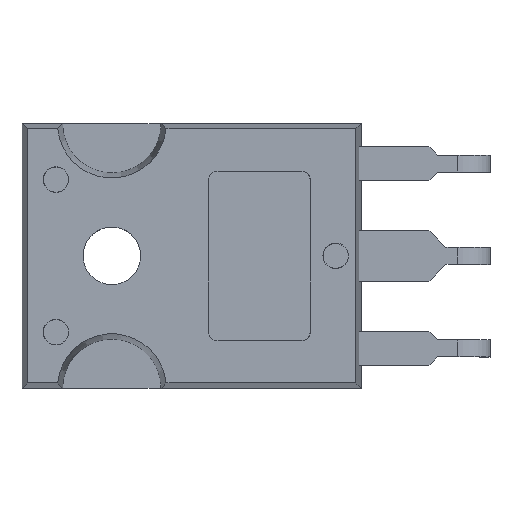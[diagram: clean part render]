
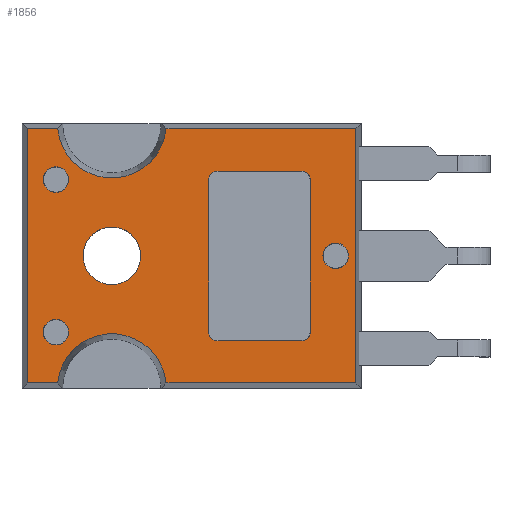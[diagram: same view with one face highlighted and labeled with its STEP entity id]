
A CAD part, top view. The second image highlights one B-rep face of the part: STEP entity #1856.
In plain terms, the highlighted planar face has unit normal (0, 0, 1).
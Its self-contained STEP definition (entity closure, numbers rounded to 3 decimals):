
#30=FACE_BOUND('',#266,.T.);
#31=FACE_BOUND('',#267,.T.);
#32=FACE_BOUND('',#268,.T.);
#33=FACE_BOUND('',#269,.T.);
#34=FACE_BOUND('',#270,.T.);
#66=CIRCLE('',#1968,1.7);
#67=CIRCLE('',#1970,0.75);
#68=CIRCLE('',#1972,0.75);
#69=CIRCLE('',#1974,0.75);
#70=CIRCLE('',#1977,0.5);
#71=CIRCLE('',#1980,0.5);
#72=CIRCLE('',#1983,0.5);
#73=CIRCLE('',#1986,0.5);
#74=CIRCLE('',#1988,3.206);
#75=CIRCLE('',#1993,3.206);
#166=FACE_OUTER_BOUND('',#265,.T.);
#265=EDGE_LOOP('',(#1478,#1479,#1480,#1481,#1482,#1483,#1484,#1485));
#266=EDGE_LOOP('',(#1486,#1487,#1488,#1489,#1490,#1491,#1492,#1493));
#267=EDGE_LOOP('',(#1494));
#268=EDGE_LOOP('',(#1495));
#269=EDGE_LOOP('',(#1496));
#270=EDGE_LOOP('',(#1497));
#422=LINE('',#2843,#627);
#426=LINE('',#2852,#631);
#429=LINE('',#2860,#634);
#432=LINE('',#2868,#637);
#435=LINE('',#2905,#640);
#437=LINE('',#2909,#642);
#440=LINE('',#2914,#645);
#465=LINE('',#2991,#670);
#466=LINE('',#2994,#671);
#467=LINE('',#2995,#672);
#627=VECTOR('',#2335,1.);
#631=VECTOR('',#2345,1.);
#634=VECTOR('',#2354,1.);
#637=VECTOR('',#2363,1.);
#640=VECTOR('',#2376,1.);
#642=VECTOR('',#2380,1.);
#645=VECTOR('',#2385,1.);
#670=VECTOR('',#2434,1.);
#671=VECTOR('',#2437,1.);
#672=VECTOR('',#2438,1.);
#817=VERTEX_POINT('',#2825);
#818=VERTEX_POINT('',#2829);
#819=VERTEX_POINT('',#2833);
#820=VERTEX_POINT('',#2837);
#821=VERTEX_POINT('',#2841);
#822=VERTEX_POINT('',#2842);
#823=VERTEX_POINT('',#2847);
#824=VERTEX_POINT('',#2851);
#825=VERTEX_POINT('',#2855);
#826=VERTEX_POINT('',#2859);
#827=VERTEX_POINT('',#2863);
#828=VERTEX_POINT('',#2867);
#829=VERTEX_POINT('',#2873);
#830=VERTEX_POINT('',#2887);
#831=VERTEX_POINT('',#2904);
#832=VERTEX_POINT('',#2908);
#833=VERTEX_POINT('',#2913);
#834=VERTEX_POINT('',#2929);
#847=VERTEX_POINT('',#2989);
#848=VERTEX_POINT('',#2993);
#1019=EDGE_CURVE('',#817,#817,#66,.F.);
#1021=EDGE_CURVE('',#818,#818,#67,.F.);
#1023=EDGE_CURVE('',#819,#819,#68,.F.);
#1025=EDGE_CURVE('',#820,#820,#69,.F.);
#1026=EDGE_CURVE('',#821,#822,#422,.F.);
#1029=EDGE_CURVE('',#823,#821,#70,.F.);
#1031=EDGE_CURVE('',#824,#823,#426,.F.);
#1033=EDGE_CURVE('',#825,#824,#71,.F.);
#1035=EDGE_CURVE('',#826,#825,#429,.F.);
#1037=EDGE_CURVE('',#827,#826,#72,.F.);
#1039=EDGE_CURVE('',#828,#827,#432,.F.);
#1041=EDGE_CURVE('',#822,#828,#73,.F.);
#1043=EDGE_CURVE('',#830,#829,#74,.T.);
#1046=EDGE_CURVE('',#831,#830,#435,.T.);
#1048=EDGE_CURVE('',#832,#831,#437,.T.);
#1051=EDGE_CURVE('',#833,#832,#440,.T.);
#1053=EDGE_CURVE('',#834,#833,#75,.T.);
#1079=EDGE_CURVE('',#829,#847,#465,.T.);
#1080=EDGE_CURVE('',#847,#848,#466,.T.);
#1081=EDGE_CURVE('',#848,#834,#467,.T.);
#1478=ORIENTED_EDGE('',*,*,#1053,.T.);
#1479=ORIENTED_EDGE('',*,*,#1051,.T.);
#1480=ORIENTED_EDGE('',*,*,#1048,.T.);
#1481=ORIENTED_EDGE('',*,*,#1046,.T.);
#1482=ORIENTED_EDGE('',*,*,#1043,.T.);
#1483=ORIENTED_EDGE('',*,*,#1079,.T.);
#1484=ORIENTED_EDGE('',*,*,#1080,.T.);
#1485=ORIENTED_EDGE('',*,*,#1081,.T.);
#1486=ORIENTED_EDGE('',*,*,#1041,.T.);
#1487=ORIENTED_EDGE('',*,*,#1039,.T.);
#1488=ORIENTED_EDGE('',*,*,#1037,.T.);
#1489=ORIENTED_EDGE('',*,*,#1035,.T.);
#1490=ORIENTED_EDGE('',*,*,#1033,.T.);
#1491=ORIENTED_EDGE('',*,*,#1031,.T.);
#1492=ORIENTED_EDGE('',*,*,#1029,.T.);
#1493=ORIENTED_EDGE('',*,*,#1026,.T.);
#1494=ORIENTED_EDGE('',*,*,#1025,.T.);
#1495=ORIENTED_EDGE('',*,*,#1023,.T.);
#1496=ORIENTED_EDGE('',*,*,#1021,.T.);
#1497=ORIENTED_EDGE('',*,*,#1019,.T.);
#1663=PLANE('',#2004);
#1856=ADVANCED_FACE('',(#166,#30,#31,#32,#33,#34),#1663,.T.);
#1968=AXIS2_PLACEMENT_3D('',#2827,#2316,#2317);
#1970=AXIS2_PLACEMENT_3D('',#2831,#2321,#2322);
#1972=AXIS2_PLACEMENT_3D('',#2835,#2326,#2327);
#1974=AXIS2_PLACEMENT_3D('',#2839,#2331,#2332);
#1977=AXIS2_PLACEMENT_3D('',#2848,#2340,#2341);
#1980=AXIS2_PLACEMENT_3D('',#2856,#2349,#2350);
#1983=AXIS2_PLACEMENT_3D('',#2864,#2358,#2359);
#1986=AXIS2_PLACEMENT_3D('',#2871,#2367,#2368);
#1988=AXIS2_PLACEMENT_3D('',#2888,#2371,#2372);
#1993=AXIS2_PLACEMENT_3D('',#2930,#2388,#2389);
#2004=AXIS2_PLACEMENT_3D('',#2992,#2435,#2436);
#2316=DIRECTION('center_axis',(0.,0.,1.));
#2317=DIRECTION('ref_axis',(1.,0.,0.));
#2321=DIRECTION('center_axis',(0.,0.,1.));
#2322=DIRECTION('ref_axis',(1.,0.,0.));
#2326=DIRECTION('center_axis',(0.,0.,1.));
#2327=DIRECTION('ref_axis',(1.,0.,0.));
#2331=DIRECTION('center_axis',(0.,0.,1.));
#2332=DIRECTION('ref_axis',(1.,0.,0.));
#2335=DIRECTION('',(0.,1.,0.));
#2340=DIRECTION('center_axis',(0.,0.,1.));
#2341=DIRECTION('ref_axis',(1.,0.,0.));
#2345=DIRECTION('',(-1.,0.,0.));
#2349=DIRECTION('center_axis',(0.,0.,1.));
#2350=DIRECTION('ref_axis',(0.,1.,0.));
#2354=DIRECTION('',(0.,-1.,0.));
#2358=DIRECTION('center_axis',(0.,0.,1.));
#2359=DIRECTION('ref_axis',(-1.,0.,0.));
#2363=DIRECTION('',(1.,0.,0.));
#2367=DIRECTION('center_axis',(0.,0.,1.));
#2368=DIRECTION('ref_axis',(0.,-1.,0.));
#2371=DIRECTION('center_axis',(0.,0.,-1.));
#2372=DIRECTION('ref_axis',(-0.995,0.096,0.));
#2376=DIRECTION('',(1.,0.,0.));
#2380=DIRECTION('',(0.,-1.,0.));
#2385=DIRECTION('',(-1.,0.,0.));
#2388=DIRECTION('center_axis',(0.,0.,-1.));
#2389=DIRECTION('ref_axis',(0.995,-0.096,0.));
#2434=DIRECTION('',(1.,0.,0.));
#2435=DIRECTION('center_axis',(0.,0.,1.));
#2436=DIRECTION('ref_axis',(1.,0.,0.));
#2437=DIRECTION('',(0.,1.,0.));
#2438=DIRECTION('',(-1.,0.,0.));
#2825=CARTESIAN_POINT('',(-1.7,0.,5.));
#2827=CARTESIAN_POINT('Origin',(0.,0.,5.));
#2829=CARTESIAN_POINT('',(12.45,0.,5.));
#2831=CARTESIAN_POINT('Origin',(13.2,0.,5.));
#2833=CARTESIAN_POINT('',(-4.05,-4.5,5.));
#2835=CARTESIAN_POINT('Origin',(-3.3,-4.5,5.));
#2837=CARTESIAN_POINT('',(-4.05,4.5,5.));
#2839=CARTESIAN_POINT('Origin',(-3.3,4.5,5.));
#2841=CARTESIAN_POINT('',(11.7,4.5,5.));
#2842=CARTESIAN_POINT('',(11.7,-4.5,5.));
#2843=CARTESIAN_POINT('',(11.7,-4.5,5.));
#2847=CARTESIAN_POINT('',(11.2,5.,5.));
#2848=CARTESIAN_POINT('Origin',(11.2,4.5,5.));
#2851=CARTESIAN_POINT('',(6.2,5.,5.));
#2852=CARTESIAN_POINT('',(11.2,5.,5.));
#2855=CARTESIAN_POINT('',(5.7,4.5,5.));
#2856=CARTESIAN_POINT('Origin',(6.2,4.5,5.));
#2859=CARTESIAN_POINT('',(5.7,-4.5,5.));
#2860=CARTESIAN_POINT('',(5.7,4.5,5.));
#2863=CARTESIAN_POINT('',(6.2,-5.,5.));
#2864=CARTESIAN_POINT('Origin',(6.2,-4.5,5.));
#2867=CARTESIAN_POINT('',(11.2,-5.,5.));
#2868=CARTESIAN_POINT('',(6.2,-5.,5.));
#2871=CARTESIAN_POINT('Origin',(11.2,-4.5,5.));
#2873=CARTESIAN_POINT('',(3.192,-7.494,5.));
#2887=CARTESIAN_POINT('',(-3.192,-7.494,5.));
#2888=CARTESIAN_POINT('Origin',(0.,-7.8,5.));
#2904=CARTESIAN_POINT('',(-4.994,-7.494,5.));
#2905=CARTESIAN_POINT('',(-4.994,-7.494,5.));
#2908=CARTESIAN_POINT('',(-4.994,7.494,5.));
#2909=CARTESIAN_POINT('',(-4.994,7.494,5.));
#2913=CARTESIAN_POINT('',(-3.192,7.494,5.));
#2914=CARTESIAN_POINT('',(-3.192,7.494,5.));
#2929=CARTESIAN_POINT('',(3.192,7.494,5.));
#2930=CARTESIAN_POINT('Origin',(0.,7.8,5.));
#2989=CARTESIAN_POINT('',(14.394,-7.494,5.));
#2991=CARTESIAN_POINT('',(3.192,-7.494,5.));
#2992=CARTESIAN_POINT('Origin',(0.,0.,5.));
#2993=CARTESIAN_POINT('',(14.394,7.494,5.));
#2994=CARTESIAN_POINT('',(14.394,-7.494,5.));
#2995=CARTESIAN_POINT('',(14.394,7.494,5.));
